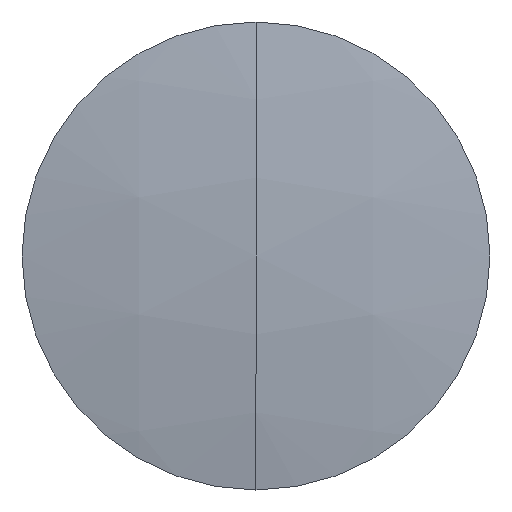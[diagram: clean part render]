
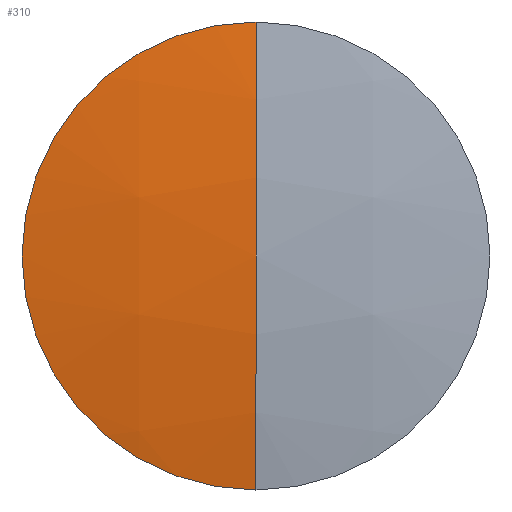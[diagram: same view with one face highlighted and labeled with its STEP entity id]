
A CAD part, left-side view. The second image highlights one B-rep face of the part: STEP entity #310.
In plain terms, the highlighted spherical face has radius 36.2 mm.
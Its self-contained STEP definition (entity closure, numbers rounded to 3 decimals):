
#6 = EDGE_CURVE ( 'NONE', #322, #187, #160, .T. ) ;
#8 = EDGE_CURVE ( 'NONE', #322, #342, #240, .T. ) ;
#25 = EDGE_CURVE ( 'NONE', #187, #342, #261, .T. ) ;
#28 = CARTESIAN_POINT ( 'NONE',  ( 299.17, 0., 6.35 ) ) ;
#43 = DIRECTION ( 'NONE',  ( 0., 0., 1. ) ) ;
#47 = AXIS2_PLACEMENT_3D ( 'NONE', #237, #112, #43 ) ;
#78 = DIRECTION ( 'NONE',  ( 0., 0., 1. ) ) ;
#92 = CARTESIAN_POINT ( 'NONE',  ( 299.17, 0., -6.35 ) ) ;
#98 = CARTESIAN_POINT ( 'NONE',  ( 299.17, 0., 0. ) ) ;
#108 = AXIS2_PLACEMENT_3D ( 'NONE', #229, #221, #78 ) ;
#112 = DIRECTION ( 'NONE',  ( 0., 1., 0. ) ) ;
#132 = ORIENTED_EDGE ( 'NONE', *, *, #6, .T. ) ;
#136 = SPHERICAL_SURFACE ( 'NONE', #47, 36.2 ) ;
#160 = CIRCLE ( 'NONE', #283, 6.35 ) ;
#186 = DIRECTION ( 'NONE',  ( -1., 0., 0. ) ) ;
#187 = VERTEX_POINT ( 'NONE', #92 ) ;
#207 = CARTESIAN_POINT ( 'NONE',  ( 298.609, 0., 0. ) ) ;
#215 = FACE_OUTER_BOUND ( 'NONE', #256, .T. ) ;
#221 = DIRECTION ( 'NONE',  ( 0., 1., 0. ) ) ;
#229 = CARTESIAN_POINT ( 'NONE',  ( 334.809, 0., 0. ) ) ;
#236 = DIRECTION ( 'NONE',  ( 0., 0., -1. ) ) ;
#237 = CARTESIAN_POINT ( 'NONE',  ( 334.809, 0., 0. ) ) ;
#240 = CIRCLE ( 'NONE', #263, 36.2 ) ;
#244 = DIRECTION ( 'NONE',  ( 0., 0., 1. ) ) ;
#250 = ORIENTED_EDGE ( 'NONE', *, *, #8, .F. ) ;
#256 = EDGE_LOOP ( 'NONE', ( #132, #272, #250 ) ) ;
#261 = CIRCLE ( 'NONE', #108, 36.2 ) ;
#263 = AXIS2_PLACEMENT_3D ( 'NONE', #338, #323, #236 ) ;
#272 = ORIENTED_EDGE ( 'NONE', *, *, #25, .T. ) ;
#283 = AXIS2_PLACEMENT_3D ( 'NONE', #98, #186, #244 ) ;
#310 = ADVANCED_FACE ( 'NONE', ( #215 ), #136, .T. ) ;
#322 = VERTEX_POINT ( 'NONE', #28 ) ;
#323 = DIRECTION ( 'NONE',  ( 0., -1., 0. ) ) ;
#338 = CARTESIAN_POINT ( 'NONE',  ( 334.809, 0., 0. ) ) ;
#342 = VERTEX_POINT ( 'NONE', #207 ) ;
